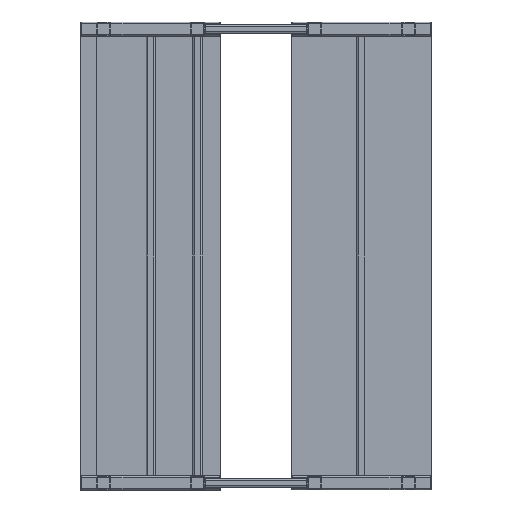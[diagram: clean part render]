
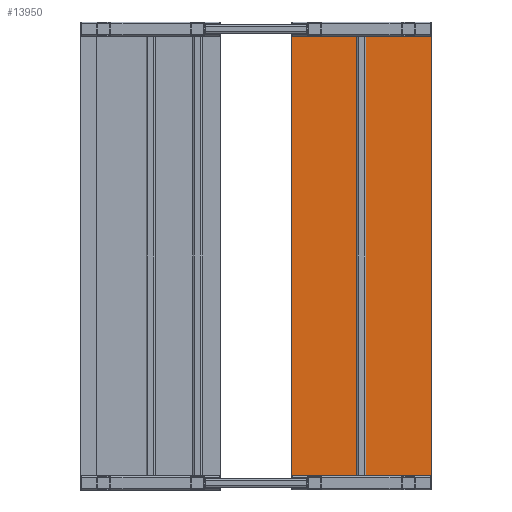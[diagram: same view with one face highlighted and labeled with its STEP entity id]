
A CAD part, front view. The second image highlights one B-rep face of the part: STEP entity #13950.
In plain terms, the highlighted planar face has unit normal (0, -1, 0).
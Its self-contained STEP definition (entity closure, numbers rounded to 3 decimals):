
#782=PLANE('',#15288);
#1520=FACE_OUTER_BOUND('',#2416,.T.);
#2416=EDGE_LOOP('',(#12863,#12864,#12865,#12866));
#3820=LINE('',#23227,#5228);
#3828=LINE('',#23244,#5236);
#3833=LINE('',#23252,#5241);
#3834=LINE('',#23253,#5242);
#5228=VECTOR('',#19216,940.);
#5236=VECTOR('',#19226,940.);
#5241=VECTOR('',#19235,300.);
#5242=VECTOR('',#19236,300.);
#7064=VERTEX_POINT('',#23224);
#7065=VERTEX_POINT('',#23226);
#7072=VERTEX_POINT('',#23241);
#7073=VERTEX_POINT('',#23243);
#8996=EDGE_CURVE('',#7064,#7065,#3820,.T.);
#9004=EDGE_CURVE('',#7072,#7073,#3828,.T.);
#9009=EDGE_CURVE('',#7064,#7073,#3833,.T.);
#9010=EDGE_CURVE('',#7065,#7072,#3834,.T.);
#12863=ORIENTED_EDGE('',*,*,#8996,.F.);
#12864=ORIENTED_EDGE('',*,*,#9009,.T.);
#12865=ORIENTED_EDGE('',*,*,#9004,.F.);
#12866=ORIENTED_EDGE('',*,*,#9010,.F.);
#13950=ADVANCED_FACE('',(#1520),#782,.F.);
#15288=AXIS2_PLACEMENT_3D('',#23251,#19233,#19234);
#19216=DIRECTION('',(0.,0.,1.));
#19226=DIRECTION('',(0.,0.,-1.));
#19233=DIRECTION('center_axis',(0.,1.,0.));
#19234=DIRECTION('ref_axis',(0.,0.,1.));
#19235=DIRECTION('',(1.,0.,0.));
#19236=DIRECTION('',(1.,0.,0.));
#23224=CARTESIAN_POINT('',(300.,330.,-470.));
#23226=CARTESIAN_POINT('',(300.,330.,470.));
#23227=CARTESIAN_POINT('',(300.,330.,-470.));
#23241=CARTESIAN_POINT('',(600.,330.,470.));
#23243=CARTESIAN_POINT('',(600.,330.,-470.));
#23244=CARTESIAN_POINT('',(600.,330.,470.));
#23251=CARTESIAN_POINT('Origin',(0.,330.,0.));
#23252=CARTESIAN_POINT('',(300.,330.,-470.));
#23253=CARTESIAN_POINT('',(300.,330.,470.));
